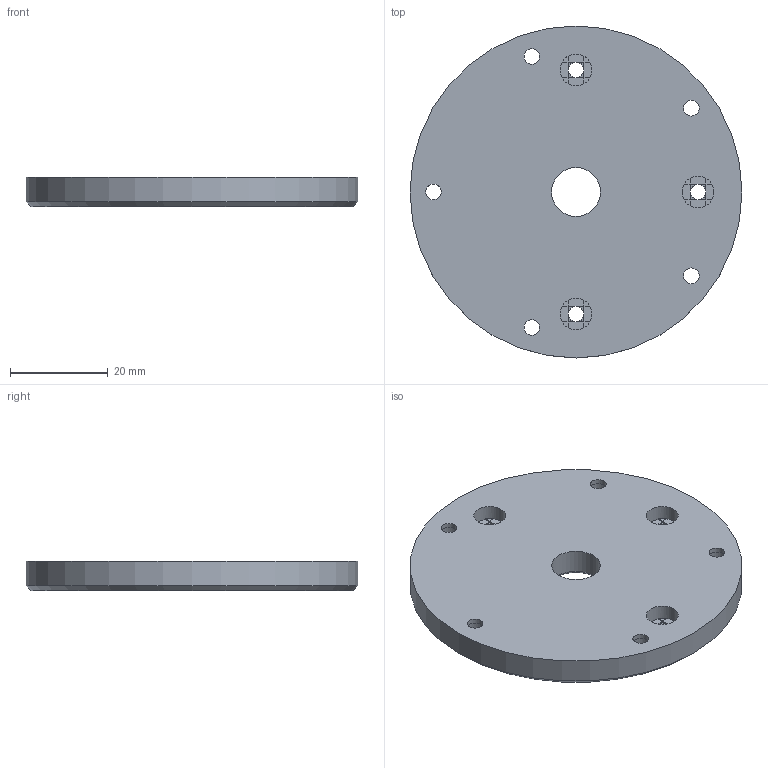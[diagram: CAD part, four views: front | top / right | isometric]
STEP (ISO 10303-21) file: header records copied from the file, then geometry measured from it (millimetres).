
FILE_DESCRIPTION(/* description */ ('STEP AP242','CAx-IF Rec.Pracs.---Representation and Presentation of Product Manufacturing Information (PMI)---4.0---2014-10-13','CAx-IF Rec.Pracs.---3D Tessellated Geometry---0.4---2014-09-14','2;1'),/* implementation_level */ '2;1');
FILE_NAME(/* name */ 'Rolling Element Cycloid Components - Gearbox Base',/* time_stamp */ '2025-02-19T21:00:11Z',/* author */ (''),/* organization */ (''),/* preprocessor_version */ 'ST-DEVELOPER v20',/* originating_system */ 'ONSHAPE BY PTC INC, 1.193',/* authorisation */ ' ');
FILE_SCHEMA (('AP242_MANAGED_MODEL_BASED_3D_ENGINEERING_MIM_LF { 1 0 10303 442 1 1 4 }'));
Length unit declared in the file: metre
Products named in the file (1): Gearbox Base
Bounding box: 68 x 68 x 6 mm (x, y, z)
Volume: 20396.5 mm3; surface area: 8980.8 mm2
Topology: 1 solids, 1 shells, 99 faces, 224 edges, 132 vertices
Faces by surface type: plane 79, cylinder 18, cone 2
Full cylindrical faces by diameter (mm): 3.2 x8, 4.4 x5, 6.5 x3, 10 x1, 68 x1
Entity records: 2632 total; most frequent: DIRECTION 468, CARTESIAN_POINT 428, ORIENTED_EDGE 400, EDGE_CURVE 200, AXIS2_PLACEMENT_3D 168, EDGE_LOOP 142, FACE_BOUND 142, LINE 132
